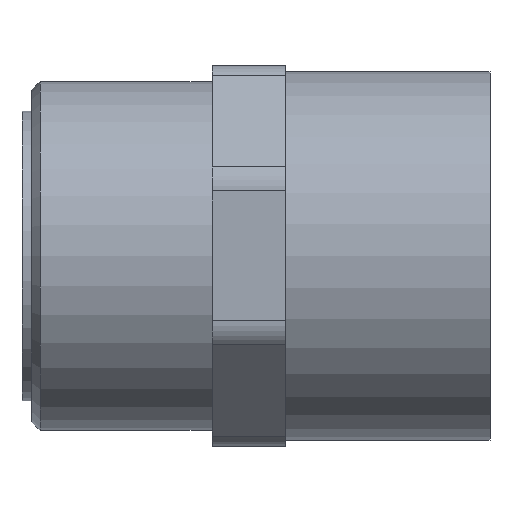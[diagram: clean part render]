
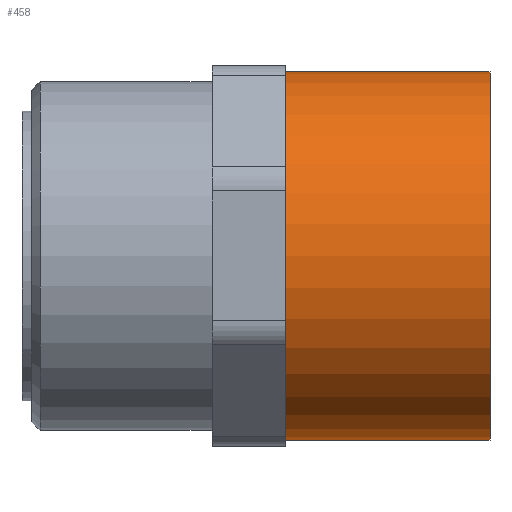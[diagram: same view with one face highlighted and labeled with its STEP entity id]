
A CAD part, top view. The second image highlights one B-rep face of the part: STEP entity #458.
In plain terms, the highlighted cylindrical face has radius 31.5 mm (diameter 63 mm), a partial arc.
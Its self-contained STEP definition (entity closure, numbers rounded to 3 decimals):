
#228 = VERTEX_POINT( '', #567 );
#294 = EDGE_CURVE( '', #228, #378, #639, .T. );
#296 = EDGE_CURVE( '', #456, #228, #641, .T. );
#328 = VERTEX_POINT( '', #677 );
#378 = VERTEX_POINT( '', #729 );
#382 = EDGE_CURVE( '', #328, #378, #733, .T. );
#456 = VERTEX_POINT( '', #818 );
#458 = ADVANCED_FACE( '', ( #820 ), #821, .T. );
#470 = EDGE_CURVE( '', #328, #456, #833, .T. );
#567 = CARTESIAN_POINT( '', ( 0., 31.5, 0. ) );
#639 = LINE( '', #1039, #1040 );
#641 = CIRCLE( '', #1043, 31.5 );
#677 = CARTESIAN_POINT( '', ( -35., -31.5, 0. ) );
#729 = CARTESIAN_POINT( '', ( -35., 31.5, 0. ) );
#733 = CIRCLE( '', #1169, 31.5 );
#818 = CARTESIAN_POINT( '', ( 0., -31.5, 0. ) );
#820 = FACE_OUTER_BOUND( '', #1276, .T. );
#821 = CYLINDRICAL_SURFACE( '', #1277, 31.5 );
#833 = LINE( '', #1297, #1298 );
#1039 = CARTESIAN_POINT( '', ( -17.5, 31.5, 0. ) );
#1040 = VECTOR( '', #1482, 1. );
#1043 = AXIS2_PLACEMENT_3D( '', #1483, #1484, #1485 );
#1169 = AXIS2_PLACEMENT_3D( '', #1579, #1580, #1581 );
#1276 = EDGE_LOOP( '', ( #1698, #1699, #1700, #1701 ) );
#1277 = AXIS2_PLACEMENT_3D( '', #1702, #1703, #1704 );
#1297 = CARTESIAN_POINT( '', ( -17.5, -31.5, 0. ) );
#1298 = VECTOR( '', #1711, 1. );
#1482 = DIRECTION( '', ( -1., 0., 0. ) );
#1483 = CARTESIAN_POINT( '', ( 0., 0., 0. ) );
#1484 = DIRECTION( '', ( -1., 0., 0. ) );
#1485 = DIRECTION( '', ( 0., 1., 0. ) );
#1579 = CARTESIAN_POINT( '', ( -35., 0., 0. ) );
#1580 = DIRECTION( '', ( -1., 0., 0. ) );
#1581 = DIRECTION( '', ( 0., 1., 0. ) );
#1698 = ORIENTED_EDGE( '', *, *, #294, .T. );
#1699 = ORIENTED_EDGE( '', *, *, #382, .F. );
#1700 = ORIENTED_EDGE( '', *, *, #470, .T. );
#1701 = ORIENTED_EDGE( '', *, *, #296, .T. );
#1702 = CARTESIAN_POINT( '', ( -17.5, 0., 0. ) );
#1703 = DIRECTION( '', ( 1., 0., 0. ) );
#1704 = DIRECTION( '', ( 0., 1., 0. ) );
#1711 = DIRECTION( '', ( 1., 0., 0. ) );
